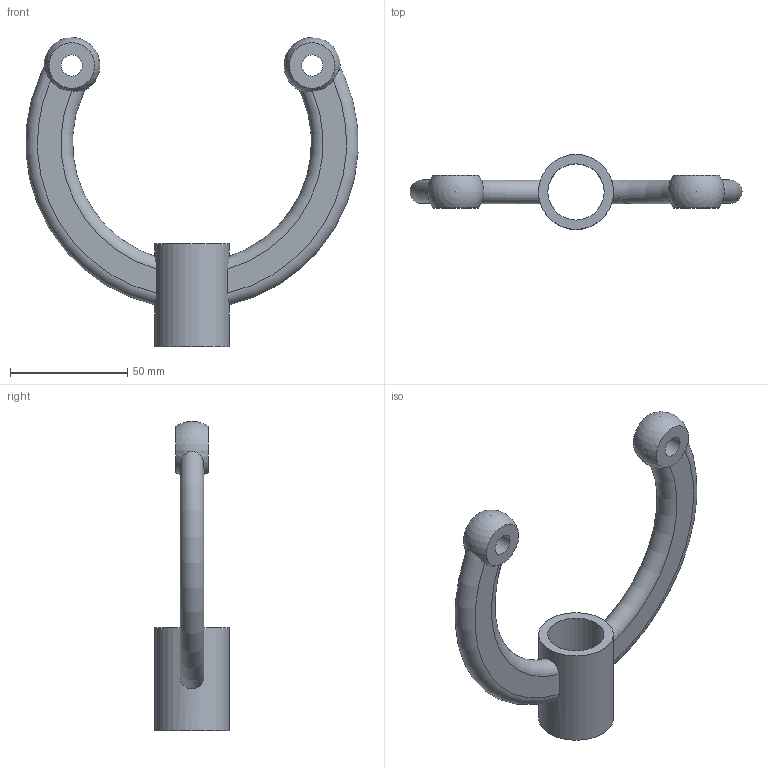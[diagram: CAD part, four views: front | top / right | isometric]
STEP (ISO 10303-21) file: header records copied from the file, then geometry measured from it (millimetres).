
FILE_DESCRIPTION(/* description */ (''),/* implementation_level */ '2;1');
FILE_NAME(/* name */ 'Part 034.stp',/* time_stamp */ '2015-02-21T10:33:08+02:00',/* author */ ('SFC'),/* organization */ (''),/* preprocessor_version */ 'ST-DEVELOPER v15.2',/* originating_system */ 'Autodesk Inventor 2014',/* authorisation */ '');
FILE_SCHEMA (('AUTOMOTIVE_DESIGN { 1 0 10303 214 3 1 1 }'));
Length unit declared in the file: millimetre
Products named in the file (1): Part 034
Bounding box: 141.72 x 32 x 132 mm (x, y, z)
Volume: 61877.4 mm3; surface area: 22761.1 mm2
Topology: 1 solids, 1 shells, 24 faces, 58 edges, 41 vertices
Faces by surface type: plane 12, cylinder 6, torus 4, sphere 2
Full cylindrical faces by diameter (mm): 9 x2, 24 x2, 28 x1, 32 x1
Entity records: 856 total; most frequent: CARTESIAN_POINT 313, DIRECTION 110, ORIENTED_EDGE 80, AXIS2_PLACEMENT_3D 53, EDGE_LOOP 44, EDGE_CURVE 40, VERTEX_POINT 32, FACE_BOUND 31
